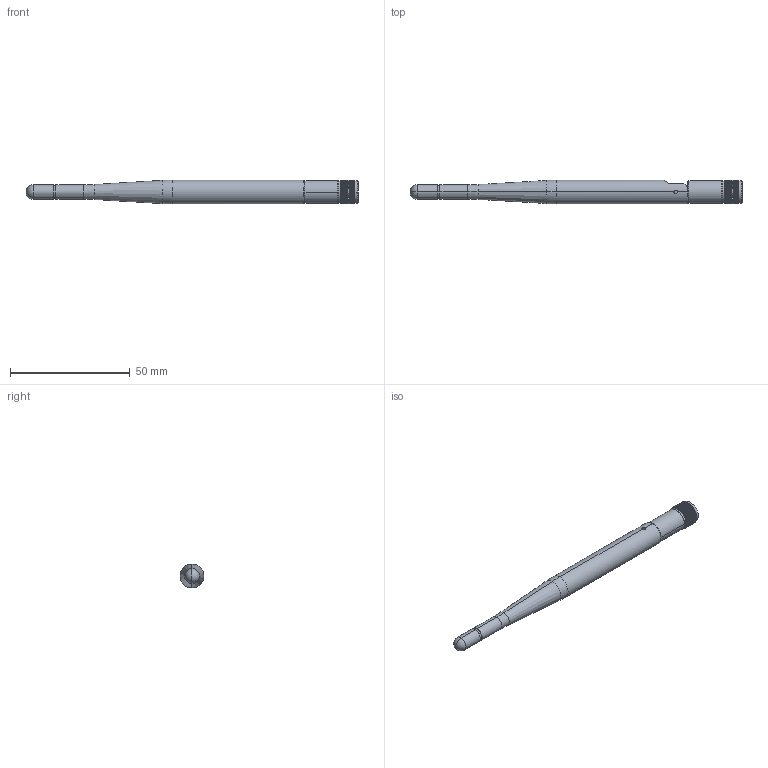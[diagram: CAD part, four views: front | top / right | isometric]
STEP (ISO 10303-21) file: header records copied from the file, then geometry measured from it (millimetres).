
FILE_DESCRIPTION (( 'STEP AP214' ), '1' );
FILE_NAME ('FMANRBD1055_3D.step', '2024-07-23T22:25:49', ( '' ), ( '' ), 'SwSTEP 2.0', 'SolidWorks 2022', '' );
FILE_SCHEMA (( 'AUTOMOTIVE_DESIGN' ));
Length unit declared in the file: inch
Products named in the file (3): FMANRBD1055_body^FMANRBD1055; SMA_connector_1055^FMANRBD1055; FMANRBD1055_3D
Assembly tree (2 placements, depth 2):
  FMANRBD1055_3D
    FMANRBD1055_body^FMANRBD1055
    SMA_connector_1055^FMANRBD1055
Bounding box: 138.75 x 10 x 10 mm (x, y, z)
Volume: 7871.8 mm3; surface area: 4825.3 mm2
Topology: 3 solids, 3 shells, 489 faces, 1356 edges, 882 vertices
Faces by surface type: cylinder 257, plane 196, cone 28, torus 8
Entity records: 25240 total; most frequent: CARTESIAN_POINT 7802, ORIENTED_EDGE 2704, DIRECTION 2114, EDGE_CURVE 1352, VERTEX_POINT 882, AXIS2_PLACEMENT_3D 814, B_SPLINE_CURVE_WITH_KNOTS 544, EDGE_LOOP 512
